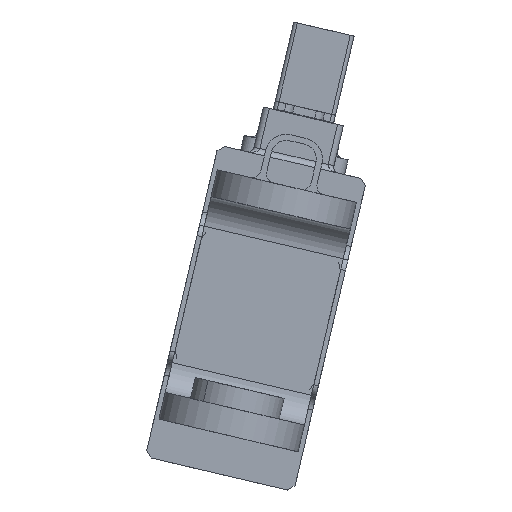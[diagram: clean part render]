
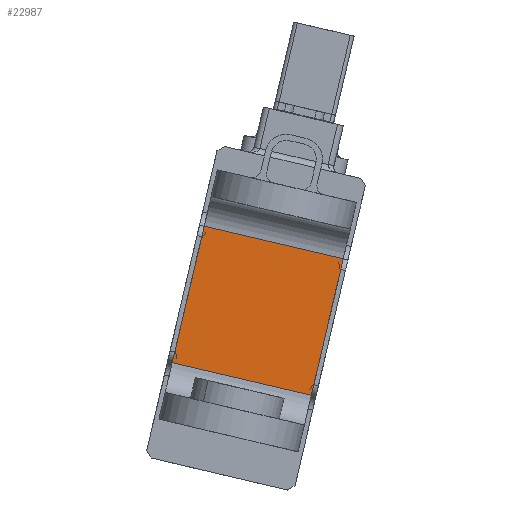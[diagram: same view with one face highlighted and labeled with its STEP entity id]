
A CAD part, front view. The second image highlights one B-rep face of the part: STEP entity #22987.
In plain terms, the highlighted planar face has unit normal (0, -1, 0).
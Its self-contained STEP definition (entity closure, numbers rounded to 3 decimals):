
#171 = VECTOR ( 'NONE', #3539, 1000. ) ;
#252 = DIRECTION ( 'NONE',  ( 0.228, 0., 0.974 ) ) ;
#588 = VECTOR ( 'NONE', #16591, 1000. ) ;
#749 = LINE ( 'NONE', #24051, #588 ) ;
#1013 = DIRECTION ( 'NONE',  ( -0.228, 0., -0.974 ) ) ;
#1090 = CARTESIAN_POINT ( 'NONE',  ( -141.986, 375.604, 111.783 ) ) ;
#1234 = CARTESIAN_POINT ( 'NONE',  ( -141.986, 375.604, 111.783 ) ) ;
#1604 = CARTESIAN_POINT ( 'NONE',  ( -96.36, 375.604, 101.093 ) ) ;
#2031 = AXIS2_PLACEMENT_3D ( 'NONE', #17627, #9775, #252 ) ;
#3539 = DIRECTION ( 'NONE',  ( -0.228, 0., -0.974 ) ) ;
#5221 = DIRECTION ( 'NONE',  ( -0.228, 0., -0.974 ) ) ;
#5632 = ORIENTED_EDGE ( 'NONE', *, *, #9140, .F. ) ;
#6095 = ORIENTED_EDGE ( 'NONE', *, *, #12692, .T. ) ;
#6966 = VERTEX_POINT ( 'NONE', #15185 ) ;
#7120 = EDGE_CURVE ( 'NONE', #20067, #18552, #20824, .T. ) ;
#8607 = VECTOR ( 'NONE', #25412, 1000. ) ;
#9140 = EDGE_CURVE ( 'NONE', #20678, #21030, #22329, .T. ) ;
#9404 = DIRECTION ( 'NONE',  ( -0.974, 0., 0.228 ) ) ;
#9426 = VECTOR ( 'NONE', #13645, 1000. ) ;
#9775 = DIRECTION ( 'NONE',  ( 0., 1., 0. ) ) ;
#10153 = ORIENTED_EDGE ( 'NONE', *, *, #21877, .T. ) ;
#10164 = PLANE ( 'NONE',  #2031 ) ;
#10291 = EDGE_CURVE ( 'NONE', #12013, #20968, #20529, .T. ) ;
#10493 = DIRECTION ( 'NONE',  ( 0.228, 0., 0.974 ) ) ;
#10893 = LINE ( 'NONE', #1234, #20756 ) ;
#11175 = ORIENTED_EDGE ( 'NONE', *, *, #21287, .T. ) ;
#11338 = CARTESIAN_POINT ( 'NONE',  ( -144.267, 375.604, 102.047 ) ) ;
#11907 = EDGE_CURVE ( 'NONE', #12013, #21030, #22926, .T. ) ;
#11963 = LINE ( 'NONE', #21614, #9426 ) ;
#12013 = VERTEX_POINT ( 'NONE', #15589 ) ;
#12692 = EDGE_CURVE ( 'NONE', #20067, #20968, #15645, .T. ) ;
#12762 = EDGE_LOOP ( 'NONE', ( #17368, #6095, #18495, #17849, #5632, #10153, #13759, #11175 ) ) ;
#13170 = VECTOR ( 'NONE', #10493, 1000. ) ;
#13645 = DIRECTION ( 'NONE',  ( 0.228, 0., 0.974 ) ) ;
#13759 = ORIENTED_EDGE ( 'NONE', *, *, #24202, .F. ) ;
#15145 = CARTESIAN_POINT ( 'NONE',  ( -145.207, 375.604, 98.036 ) ) ;
#15185 = CARTESIAN_POINT ( 'NONE',  ( -154.761, 375.604, 57.26 ) ) ;
#15589 = CARTESIAN_POINT ( 'NONE',  ( -98.642, 375.604, 91.356 ) ) ;
#15645 = LINE ( 'NONE', #23233, #8607 ) ;
#15826 = FACE_OUTER_BOUND ( 'NONE', #12762, .T. ) ;
#16591 = DIRECTION ( 'NONE',  ( 0.974, 0., -0.228 ) ) ;
#17368 = ORIENTED_EDGE ( 'NONE', *, *, #7120, .F. ) ;
#17627 = CARTESIAN_POINT ( 'NONE',  ( -153.25, 375.604, 114.423 ) ) ;
#17849 = ORIENTED_EDGE ( 'NONE', *, *, #11907, .T. ) ;
#17874 = CARTESIAN_POINT ( 'NONE',  ( -109.136, 375.604, 46.569 ) ) ;
#18495 = ORIENTED_EDGE ( 'NONE', *, *, #10291, .F. ) ;
#18552 = VERTEX_POINT ( 'NONE', #17874 ) ;
#19160 = CARTESIAN_POINT ( 'NONE',  ( -96.36, 375.604, 101.093 ) ) ;
#19274 = VECTOR ( 'NONE', #9404, 1000. ) ;
#19538 = CARTESIAN_POINT ( 'NONE',  ( -153.821, 375.604, 61.271 ) ) ;
#20067 = VERTEX_POINT ( 'NONE', #25204 ) ;
#20529 = LINE ( 'NONE', #1604, #171 ) ;
#20664 = VECTOR ( 'NONE', #1013, 1000. ) ;
#20678 = VERTEX_POINT ( 'NONE', #15145 ) ;
#20756 = VECTOR ( 'NONE', #5221, 1000. ) ;
#20824 = LINE ( 'NONE', #19160, #20664 ) ;
#20862 = CARTESIAN_POINT ( 'NONE',  ( -144.267, 375.604, 102.047 ) ) ;
#20968 = VERTEX_POINT ( 'NONE', #22916 ) ;
#21030 = VERTEX_POINT ( 'NONE', #11338 ) ;
#21287 = EDGE_CURVE ( 'NONE', #6966, #18552, #749, .T. ) ;
#21569 = VERTEX_POINT ( 'NONE', #19538 ) ;
#21614 = CARTESIAN_POINT ( 'NONE',  ( -141.986, 375.604, 111.783 ) ) ;
#21877 = EDGE_CURVE ( 'NONE', #20678, #21569, #10893, .T. ) ;
#22329 = LINE ( 'NONE', #1090, #13170 ) ;
#22916 = CARTESIAN_POINT ( 'NONE',  ( -99.581, 375.604, 87.345 ) ) ;
#22926 = LINE ( 'NONE', #20862, #19274 ) ;
#22987 = ADVANCED_FACE ( 'NONE', ( #15826 ), #10164, .F. ) ;
#23233 = CARTESIAN_POINT ( 'NONE',  ( -96.36, 375.604, 101.093 ) ) ;
#24051 = CARTESIAN_POINT ( 'NONE',  ( -109.136, 375.604, 46.569 ) ) ;
#24202 = EDGE_CURVE ( 'NONE', #6966, #21569, #11963, .T. ) ;
#25204 = CARTESIAN_POINT ( 'NONE',  ( -108.196, 375.604, 50.581 ) ) ;
#25412 = DIRECTION ( 'NONE',  ( 0.228, 0., 0.974 ) ) ;
